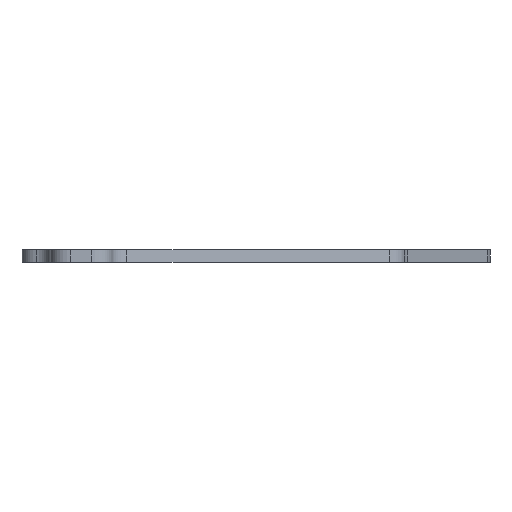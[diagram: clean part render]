
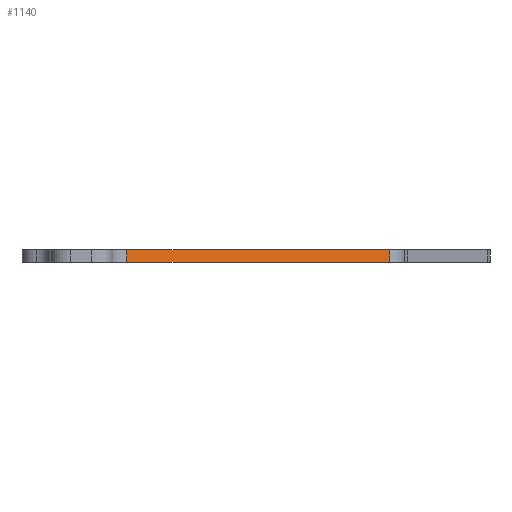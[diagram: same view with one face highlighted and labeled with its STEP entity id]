
A CAD part, front view. The second image highlights one B-rep face of the part: STEP entity #1140.
In plain terms, the highlighted planar face has unit normal (0.258, -0.966, 0).
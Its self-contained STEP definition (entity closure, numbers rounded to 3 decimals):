
#147 = VECTOR ( 'NONE', #1608, 1000. ) ;
#497 = VERTEX_POINT ( 'NONE', #2624 ) ;
#612 = LINE ( 'NONE', #836, #2538 ) ;
#618 = EDGE_CURVE ( 'NONE', #497, #2449, #612, .T. ) ;
#817 = ORIENTED_EDGE ( 'NONE', *, *, #1543, .T. ) ;
#836 = CARTESIAN_POINT ( 'NONE',  ( -558.96, 56.157, 187.5 ) ) ;
#900 = LINE ( 'NONE', #2070, #1933 ) ;
#911 = VERTEX_POINT ( 'NONE', #1717 ) ;
#933 = EDGE_CURVE ( 'NONE', #497, #2954, #2017, .T. ) ;
#975 = DIRECTION ( 'NONE',  ( 0.258, -0.966, 0. ) ) ;
#1028 = DIRECTION ( 'NONE',  ( 0.966, 0.258, 0. ) ) ;
#1090 = DIRECTION ( 'NONE',  ( 0., 0., -1. ) ) ;
#1140 = ADVANCED_FACE ( 'NONE', ( #1439 ), #1957, .T. ) ;
#1168 = CARTESIAN_POINT ( 'NONE',  ( -558.96, 56.157, 181.15 ) ) ;
#1248 = AXIS2_PLACEMENT_3D ( 'NONE', #2878, #975, #2628 ) ;
#1439 = FACE_OUTER_BOUND ( 'NONE', #2953, .T. ) ;
#1475 = ORIENTED_EDGE ( 'NONE', *, *, #618, .F. ) ;
#1543 = EDGE_CURVE ( 'NONE', #911, #2449, #900, .T. ) ;
#1608 = DIRECTION ( 'NONE',  ( 0.966, 0.258, 0. ) ) ;
#1717 = CARTESIAN_POINT ( 'NONE',  ( -420.92, 93.019, 181.15 ) ) ;
#1781 = ORIENTED_EDGE ( 'NONE', *, *, #933, .T. ) ;
#1883 = LINE ( 'NONE', #1168, #147 ) ;
#1933 = VECTOR ( 'NONE', #3006, 1000. ) ;
#1957 = PLANE ( 'NONE',  #1248 ) ;
#1994 = CARTESIAN_POINT ( 'NONE',  ( -420.92, 93.019, 187.5 ) ) ;
#2017 = LINE ( 'NONE', #2201, #2838 ) ;
#2068 = CARTESIAN_POINT ( 'NONE',  ( -551.54, 58.139, 181.15 ) ) ;
#2070 = CARTESIAN_POINT ( 'NONE',  ( -420.92, 93.019, 181.15 ) ) ;
#2147 = EDGE_CURVE ( 'NONE', #2954, #911, #1883, .T. ) ;
#2201 = CARTESIAN_POINT ( 'NONE',  ( -551.54, 58.139, 181.15 ) ) ;
#2218 = ORIENTED_EDGE ( 'NONE', *, *, #2147, .T. ) ;
#2449 = VERTEX_POINT ( 'NONE', #1994 ) ;
#2538 = VECTOR ( 'NONE', #1028, 1000. ) ;
#2624 = CARTESIAN_POINT ( 'NONE',  ( -551.54, 58.139, 187.5 ) ) ;
#2628 = DIRECTION ( 'NONE',  ( 0.966, 0.258, 0. ) ) ;
#2838 = VECTOR ( 'NONE', #1090, 1000. ) ;
#2878 = CARTESIAN_POINT ( 'NONE',  ( -558.96, 56.157, 181.15 ) ) ;
#2953 = EDGE_LOOP ( 'NONE', ( #1475, #1781, #2218, #817 ) ) ;
#2954 = VERTEX_POINT ( 'NONE', #2068 ) ;
#3006 = DIRECTION ( 'NONE',  ( 0., 0., 1. ) ) ;
